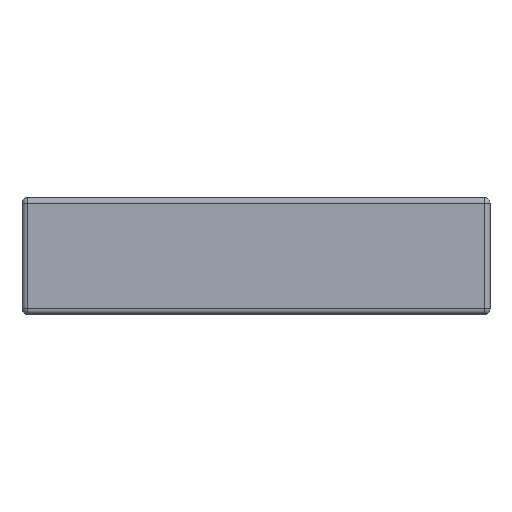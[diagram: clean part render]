
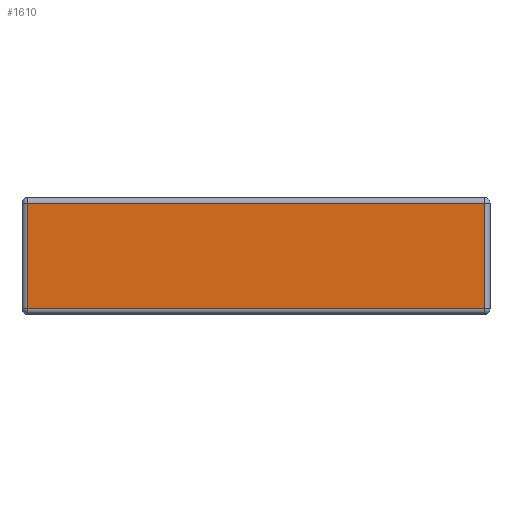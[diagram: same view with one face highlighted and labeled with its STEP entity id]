
A CAD part, top view. The second image highlights one B-rep face of the part: STEP entity #1610.
In plain terms, the highlighted planar face has unit normal (0, 0, 1).
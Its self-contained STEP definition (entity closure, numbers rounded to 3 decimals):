
#128=LINE('',#2734,#256);
#129=LINE('',#2736,#257);
#130=LINE('',#2738,#258);
#131=LINE('',#2739,#259);
#256=VECTOR('',#2170,36.);
#257=VECTOR('',#2171,156.);
#258=VECTOR('',#2172,36.);
#259=VECTOR('',#2173,156.);
#324=PLANE('',#1767);
#403=FACE_OUTER_BOUND('',#494,.T.);
#494=EDGE_LOOP('',(#1350,#1351,#1352,#1353));
#762=VERTEX_POINT('',#2732);
#763=VERTEX_POINT('',#2733);
#764=VERTEX_POINT('',#2735);
#765=VERTEX_POINT('',#2737);
#982=EDGE_CURVE('',#762,#763,#128,.T.);
#983=EDGE_CURVE('',#764,#762,#129,.T.);
#984=EDGE_CURVE('',#765,#764,#130,.T.);
#985=EDGE_CURVE('',#763,#765,#131,.T.);
#1350=ORIENTED_EDGE('',*,*,#982,.F.);
#1351=ORIENTED_EDGE('',*,*,#983,.F.);
#1352=ORIENTED_EDGE('',*,*,#984,.F.);
#1353=ORIENTED_EDGE('',*,*,#985,.F.);
#1610=ADVANCED_FACE('',(#403),#324,.T.);
#1767=AXIS2_PLACEMENT_3D('',#2731,#2168,#2169);
#2168=DIRECTION('center_axis',(0.,0.,1.));
#2169=DIRECTION('ref_axis',(1.,0.,0.));
#2170=DIRECTION('',(0.,-1.,0.));
#2171=DIRECTION('',(1.,0.,0.));
#2172=DIRECTION('',(0.,1.,0.));
#2173=DIRECTION('',(-1.,0.,0.));
#2731=CARTESIAN_POINT('Origin',(0.,0.,
3.));
#2732=CARTESIAN_POINT('',(78.,18.,3.));
#2733=CARTESIAN_POINT('',(78.,-18.,3.));
#2734=CARTESIAN_POINT('',(78.,-10.,3.));
#2735=CARTESIAN_POINT('',(-78.,18.,3.));
#2736=CARTESIAN_POINT('',(40.,18.,3.));
#2737=CARTESIAN_POINT('',(-78.,-18.,3.));
#2738=CARTESIAN_POINT('',(-78.,10.,3.));
#2739=CARTESIAN_POINT('',(-40.,-18.,3.));
